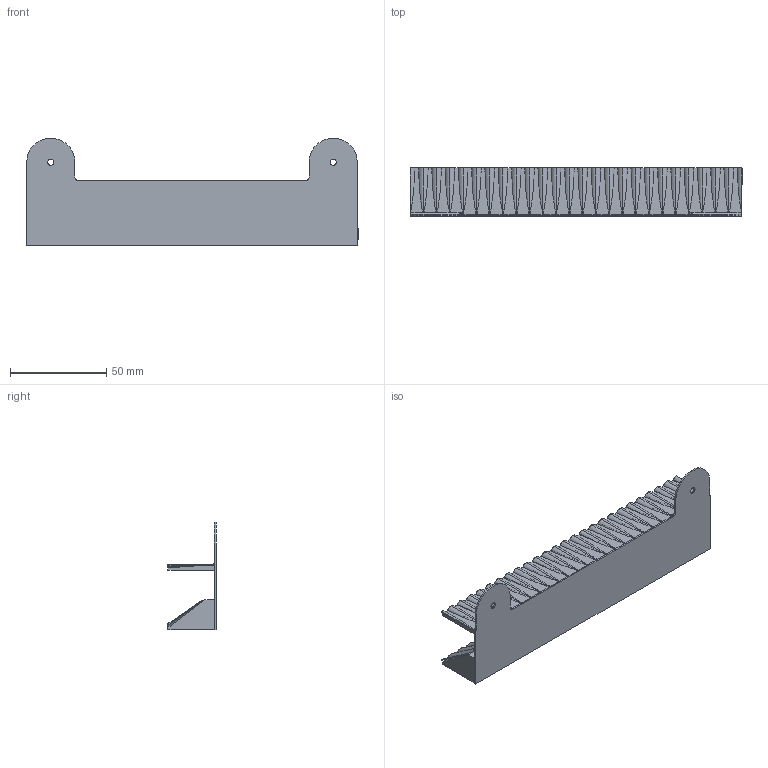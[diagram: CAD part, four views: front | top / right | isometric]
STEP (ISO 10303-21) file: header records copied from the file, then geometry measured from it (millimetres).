
FILE_DESCRIPTION (( 'STEP AP214' ), '1' );
FILE_NAME ('shroud_half.STEP', '2017-06-25T03:23:03', ( '' ), ( '' ), 'SwSTEP 2.0', 'SolidWorks 2016', '' );
FILE_SCHEMA (( 'AUTOMOTIVE_DESIGN' ));
Length unit declared in the file: millimetre
Products named in the file (2): shroud_half
Bounding box: 172.72 x 25 x 56.07 mm (x, y, z)
Volume: 52195.2 mm3; surface area: 49925.4 mm2
Topology: 1 solids, 1 shells, 574 faces, 1821 edges, 1201 vertices
Faces by surface type: plane 362, cylinder 112, bspline 100
Entity records: 21458 total; most frequent: CARTESIAN_POINT 6070, ORIENTED_EDGE 3642, DIRECTION 2772, EDGE_CURVE 1821, VERTEX_POINT 1201, LINE 1186, VECTOR 1186, AXIS2_PLACEMENT_3D 793
